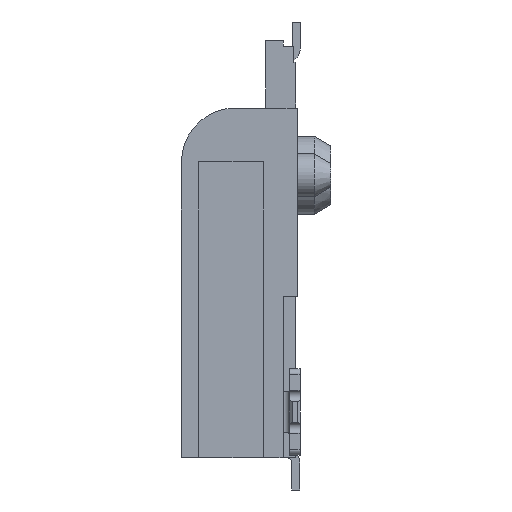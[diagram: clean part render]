
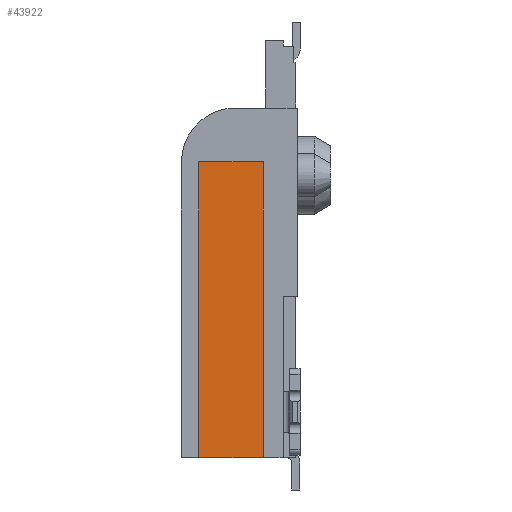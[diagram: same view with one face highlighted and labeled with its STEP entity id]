
A CAD part, left-side view. The second image highlights one B-rep face of the part: STEP entity #43922.
In plain terms, the highlighted planar face has unit normal (-1, 0, 0).
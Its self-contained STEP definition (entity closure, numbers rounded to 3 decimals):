
#468 = LINE ( 'NONE', #17473, #26275 ) ;
#806 = EDGE_LOOP ( 'NONE', ( #4711, #16741, #42211, #43553 ) ) ;
#2169 = EDGE_CURVE ( 'NONE', #22123, #3074, #23512, .T. ) ;
#2903 = DIRECTION ( 'NONE',  ( 0., 0., 1. ) ) ;
#3074 = VERTEX_POINT ( 'NONE', #17632 ) ;
#3547 = CARTESIAN_POINT ( 'NONE',  ( -10.85, 0.625, -7.75 ) ) ;
#4169 = VECTOR ( 'NONE', #40272, 1000. ) ;
#4711 = ORIENTED_EDGE ( 'NONE', *, *, #2169, .T. ) ;
#5523 = DIRECTION ( 'NONE',  ( 0., 1., 0. ) ) ;
#6564 = LINE ( 'NONE', #10236, #25593 ) ;
#9720 = CARTESIAN_POINT ( 'NONE',  ( -10.85, 0.625, -7.75 ) ) ;
#10236 = CARTESIAN_POINT ( 'NONE',  ( -10.85, -0.575, -7.75 ) ) ;
#10438 = LINE ( 'NONE', #3547, #35615 ) ;
#13251 = CARTESIAN_POINT ( 'NONE',  ( -10.85, -0.575, -2.25 ) ) ;
#14043 = VERTEX_POINT ( 'NONE', #13251 ) ;
#16082 = PLANE ( 'NONE',  #35212 ) ;
#16741 = ORIENTED_EDGE ( 'NONE', *, *, #20998, .T. ) ;
#17473 = CARTESIAN_POINT ( 'NONE',  ( -10.85, 0.625, -2.25 ) ) ;
#17552 = DIRECTION ( 'NONE',  ( 0., 0., 1. ) ) ;
#17632 = CARTESIAN_POINT ( 'NONE',  ( -10.85, -0.575, -7.75 ) ) ;
#20194 = EDGE_CURVE ( 'NONE', #26989, #14043, #468, .T. ) ;
#20998 = EDGE_CURVE ( 'NONE', #3074, #14043, #6564, .T. ) ;
#22123 = VERTEX_POINT ( 'NONE', #40347 ) ;
#23512 = LINE ( 'NONE', #9720, #4169 ) ;
#24602 = DIRECTION ( 'NONE',  ( 0., -1., 0. ) ) ;
#25593 = VECTOR ( 'NONE', #2903, 1000. ) ;
#25970 = FACE_OUTER_BOUND ( 'NONE', #806, .T. ) ;
#26275 = VECTOR ( 'NONE', #24602, 1000. ) ;
#26989 = VERTEX_POINT ( 'NONE', #42897 ) ;
#29336 = EDGE_CURVE ( 'NONE', #22123, #26989, #10438, .T. ) ;
#35212 = AXIS2_PLACEMENT_3D ( 'NONE', #36520, #36981, #5523 ) ;
#35615 = VECTOR ( 'NONE', #17552, 1000. ) ;
#36520 = CARTESIAN_POINT ( 'NONE',  ( -10.85, 0.625, -7.75 ) ) ;
#36981 = DIRECTION ( 'NONE',  ( 1., 0., 0. ) ) ;
#40272 = DIRECTION ( 'NONE',  ( 0., -1., 0. ) ) ;
#40347 = CARTESIAN_POINT ( 'NONE',  ( -10.85, 0.625, -7.75 ) ) ;
#42211 = ORIENTED_EDGE ( 'NONE', *, *, #20194, .F. ) ;
#42897 = CARTESIAN_POINT ( 'NONE',  ( -10.85, 0.625, -2.25 ) ) ;
#43553 = ORIENTED_EDGE ( 'NONE', *, *, #29336, .F. ) ;
#43922 = ADVANCED_FACE ( 'NONE', ( #25970 ), #16082, .F. ) ;
